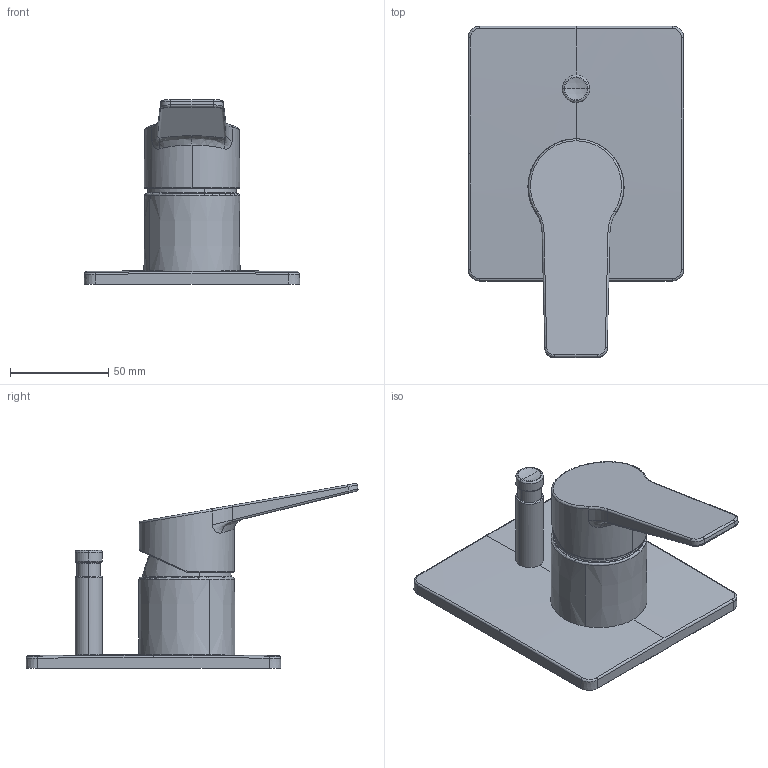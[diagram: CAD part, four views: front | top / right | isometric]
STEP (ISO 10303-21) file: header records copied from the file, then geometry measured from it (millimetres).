
FILE_DESCRIPTION (( 'STEP AP203' ), '1' );
FILE_NAME ('49769003.STEP', '2018-06-07T07:12:27', ( '' ), ( '' ), 'SwSTEP 2.0', 'SolidWorks 2016', '' );
FILE_SCHEMA (( 'CONFIG_CONTROL_DESIGN' ));
Length unit declared in the file: millimetre
Products named in the file (1): 49769003
Bounding box: 110 x 169.34 x 94.35 mm (x, y, z)
Volume: 250509.6 mm3; surface area: 49932.8 mm2
Topology: 1 solids, 1 shells, 101 faces, 237 edges, 142 vertices
Faces by surface type: bspline 30, cylinder 25, torus 21, plane 15, cone 6, sphere 4
Entity records: 5439 total; most frequent: CARTESIAN_POINT 3308, ORIENTED_EDGE 474, DIRECTION 364, EDGE_CURVE 237, AXIS2_PLACEMENT_3D 156, VERTEX_POINT 142, EDGE_LOOP 105, ADVANCED_FACE 101
